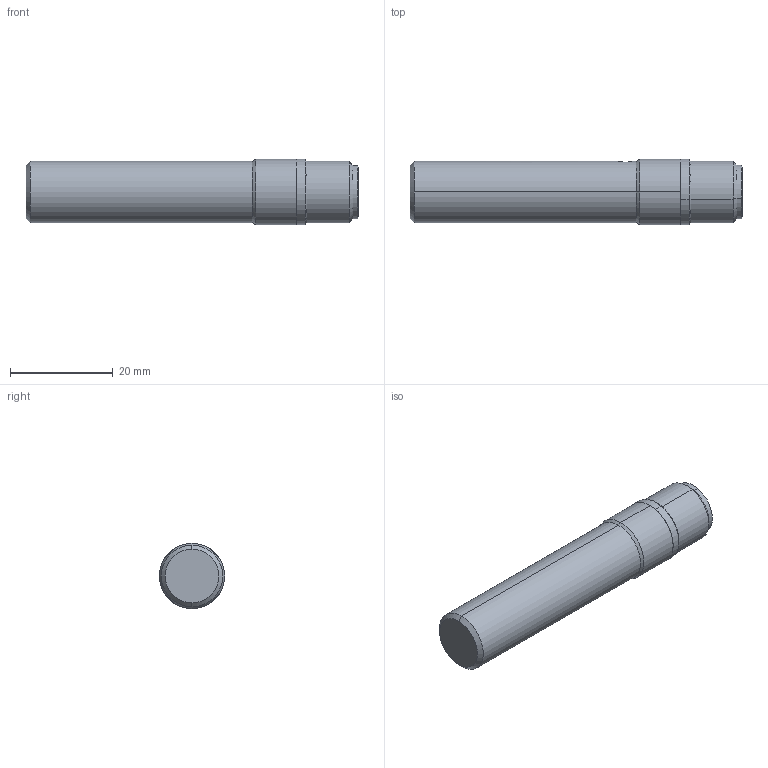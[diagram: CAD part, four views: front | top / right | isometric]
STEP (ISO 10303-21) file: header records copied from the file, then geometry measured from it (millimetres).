
FILE_DESCRIPTION (( 'STEP AP214' ), '1' );
FILE_NAME ('PMW-0P-1H.step', '2018-04-12T20:36:52', ( '' ), ( '' ), 'SwSTEP 2.0', 'SolidWorks 2017', '' );
FILE_SCHEMA (( 'AUTOMOTIVE_DESIGN' ));
Length unit declared in the file: inch
Products named in the file (1): PMW-0P-1H
Bounding box: 64.6 x 12.7 x 12.7 mm (x, y, z)
Volume: 7091.9 mm3; surface area: 3834.3 mm2
Topology: 3 solids, 3 shells, 55 faces, 124 edges, 74 vertices
Faces by surface type: cylinder 30, plane 9, bspline 8, cone 8
Entity records: 2415 total; most frequent: CARTESIAN_POINT 414, DIRECTION 286, ORIENTED_EDGE 232, AXIS2_PLACEMENT_3D 124, EDGE_CURVE 116, CIRCLE 76, VERTEX_POINT 74, EDGE_LOOP 62
